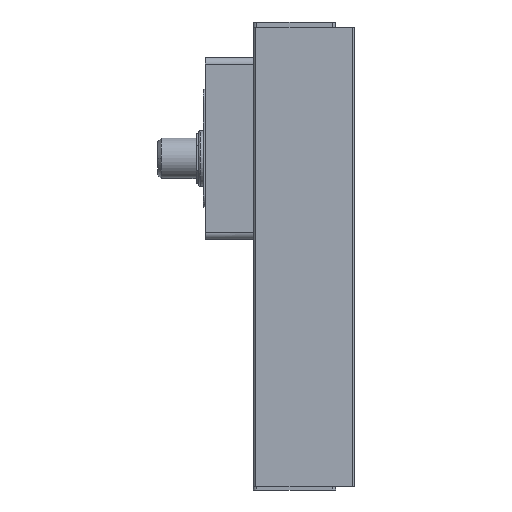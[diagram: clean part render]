
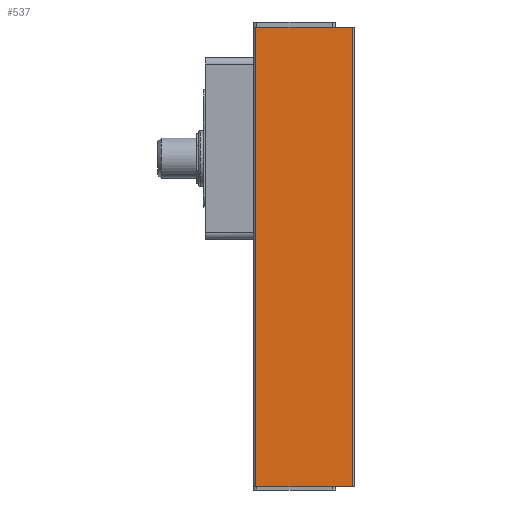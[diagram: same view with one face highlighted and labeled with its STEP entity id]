
A CAD part, left-side view. The second image highlights one B-rep face of the part: STEP entity #537.
In plain terms, the highlighted planar face has unit normal (-1, 0, 0).
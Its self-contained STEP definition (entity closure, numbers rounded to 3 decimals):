
#87 = CARTESIAN_POINT ( 'NONE',  ( 0., 29.3, -136.5 ) ) ;
#101 = EDGE_LOOP ( 'NONE', ( #941, #7156, #7669, #6015 ) ) ;
#238 = CARTESIAN_POINT ( 'NONE',  ( 0., 29.3, -136.5 ) ) ;
#251 = PLANE ( 'NONE',  #2333 ) ;
#513 = EDGE_CURVE ( 'NONE', #6170, #8001, #3235, .T. ) ;
#537 = ADVANCED_FACE ( 'NONE', ( #6567 ), #251, .T. ) ;
#728 = VECTOR ( 'NONE', #4482, 1000. ) ;
#872 = EDGE_CURVE ( 'NONE', #6170, #2856, #1239, .T. ) ;
#941 = ORIENTED_EDGE ( 'NONE', *, *, #4774, .T. ) ;
#1095 = LINE ( 'NONE', #8072, #3163 ) ;
#1239 = LINE ( 'NONE', #7559, #728 ) ;
#1535 = DIRECTION ( 'NONE',  ( -1., 0., 0. ) ) ;
#2333 = AXIS2_PLACEMENT_3D ( 'NONE', #4614, #1535, #6529 ) ;
#2499 = DIRECTION ( 'NONE',  ( 0., 0., -1. ) ) ;
#2856 = VERTEX_POINT ( 'NONE', #6297 ) ;
#3163 = VECTOR ( 'NONE', #6002, 1000. ) ;
#3235 = LINE ( 'NONE', #87, #7642 ) ;
#4082 = EDGE_CURVE ( 'NONE', #2856, #7385, #1095, .T. ) ;
#4482 = DIRECTION ( 'NONE',  ( 0., -1., 0. ) ) ;
#4614 = CARTESIAN_POINT ( 'NONE',  ( 0., 29.3, -136.5 ) ) ;
#4774 = EDGE_CURVE ( 'NONE', #8001, #7385, #5215, .T. ) ;
#5139 = CARTESIAN_POINT ( 'NONE',  ( 0., 0.5, -136.5 ) ) ;
#5215 = LINE ( 'NONE', #238, #7041 ) ;
#5931 = DIRECTION ( 'NONE',  ( 0., -1., 0. ) ) ;
#6002 = DIRECTION ( 'NONE',  ( 0., 0., -1. ) ) ;
#6015 = ORIENTED_EDGE ( 'NONE', *, *, #513, .T. ) ;
#6170 = VERTEX_POINT ( 'NONE', #7010 ) ;
#6297 = CARTESIAN_POINT ( 'NONE',  ( 0., 0.5, 0. ) ) ;
#6529 = DIRECTION ( 'NONE',  ( 0., 0., 1. ) ) ;
#6567 = FACE_OUTER_BOUND ( 'NONE', #101, .T. ) ;
#7010 = CARTESIAN_POINT ( 'NONE',  ( 0., 29.3, 0. ) ) ;
#7041 = VECTOR ( 'NONE', #5931, 1000. ) ;
#7156 = ORIENTED_EDGE ( 'NONE', *, *, #4082, .F. ) ;
#7385 = VERTEX_POINT ( 'NONE', #5139 ) ;
#7559 = CARTESIAN_POINT ( 'NONE',  ( 0., 29.3, 0. ) ) ;
#7607 = CARTESIAN_POINT ( 'NONE',  ( 0., 29.3, -136.5 ) ) ;
#7642 = VECTOR ( 'NONE', #2499, 1000. ) ;
#7669 = ORIENTED_EDGE ( 'NONE', *, *, #872, .F. ) ;
#8001 = VERTEX_POINT ( 'NONE', #7607 ) ;
#8072 = CARTESIAN_POINT ( 'NONE',  ( 0., 0.5, -136.5 ) ) ;
